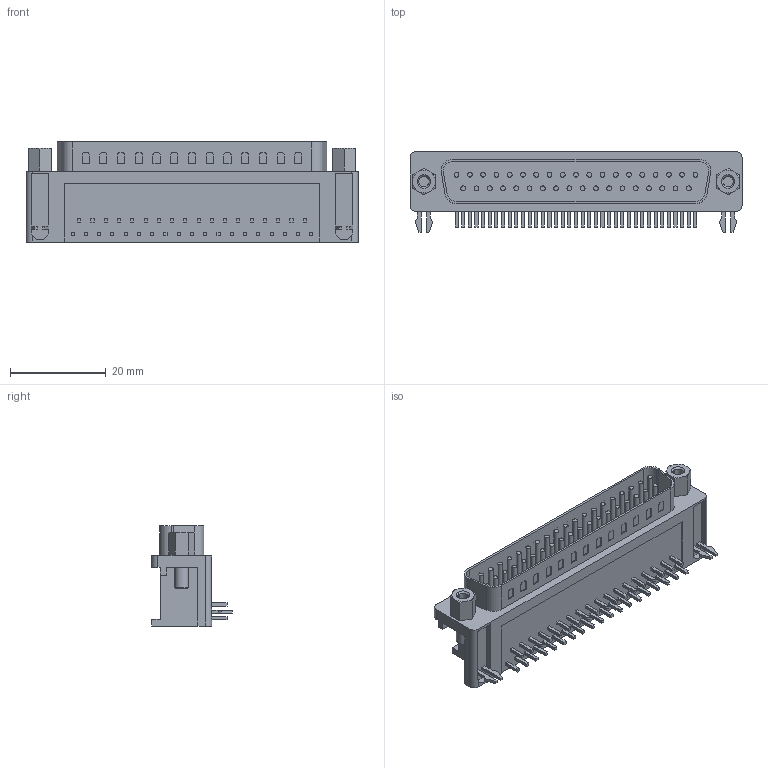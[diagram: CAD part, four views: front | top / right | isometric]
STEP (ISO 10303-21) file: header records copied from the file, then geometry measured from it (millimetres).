
FILE_DESCRIPTION(('STEP AP214'),'1');
FILE_NAME(' ',' ',('TraceParts'),('TraceParts S.A.'),'XStep 1.0',' ',' ');
FILE_SCHEMA(('automotive_design'));
Length unit declared in the file: millimetre
Products named in the file (1): 1
Bounding box: 69.32 x 16.88 x 20.9 mm (x, y, z)
Volume: 10784.5 mm3; surface area: 7378.3 mm2
Topology: 1 solids, 1 shells, 616 faces, 1482 edges, 980 vertices
Faces by surface type: plane 440, cylinder 152, cone 24
Entity records: 35064 total; most frequent: CARTESIAN_POINT 3141, STYLED_ITEM 3078, PRESENTATION_STYLE_ASSIGNMENT 3078, COLOUR_RGB 3078, DIRECTION 3020, ORIENTED_EDGE 2964, EDGE_CURVE 1482, CURVE_STYLE 1482
